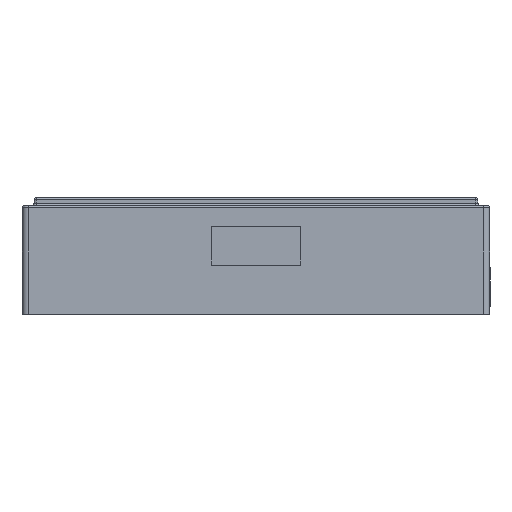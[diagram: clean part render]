
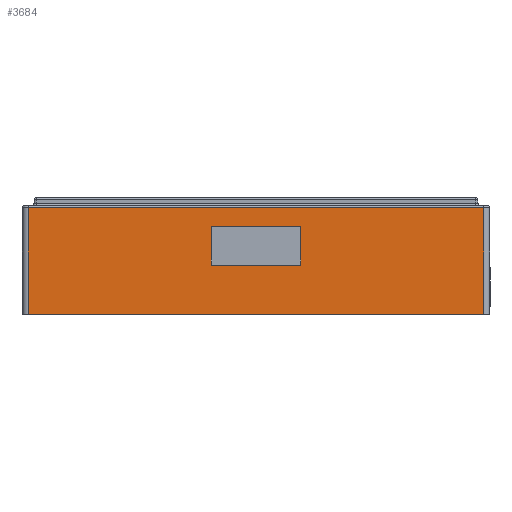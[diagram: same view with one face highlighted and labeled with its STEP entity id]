
A CAD part, front view. The second image highlights one B-rep face of the part: STEP entity #3684.
In plain terms, the highlighted planar face has unit normal (0, -1, 0).
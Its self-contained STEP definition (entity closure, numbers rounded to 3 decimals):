
#433 = ORIENTED_EDGE ( 'NONE', *, *, #7854, .F. ) ;
#548 = DIRECTION ( 'NONE',  ( 0., 1., 0. ) ) ;
#568 = CARTESIAN_POINT ( 'NONE',  ( -5.85, -6., 2.74 ) ) ;
#694 = VECTOR ( 'NONE', #7919, 1000. ) ;
#1095 = DIRECTION ( 'NONE',  ( 1., 0., 0. ) ) ;
#1207 = VERTEX_POINT ( 'NONE', #11474 ) ;
#1386 = CARTESIAN_POINT ( 'NONE',  ( 5.85, -6., 3. ) ) ;
#1625 = ORIENTED_EDGE ( 'NONE', *, *, #11335, .T. ) ;
#1830 = VERTEX_POINT ( 'NONE', #2573 ) ;
#1941 = ORIENTED_EDGE ( 'NONE', *, *, #11321, .F. ) ;
#2573 = CARTESIAN_POINT ( 'NONE',  ( -1.15, -6., 1.266 ) ) ;
#2927 = PLANE ( 'NONE',  #3334 ) ;
#3146 = CARTESIAN_POINT ( 'NONE',  ( -5.85, -6., 3. ) ) ;
#3198 = CARTESIAN_POINT ( 'NONE',  ( -1.15, -6., 1.266 ) ) ;
#3325 = VECTOR ( 'NONE', #9721, 1000. ) ;
#3334 = AXIS2_PLACEMENT_3D ( 'NONE', #3880, #548, #5036 ) ;
#3629 = DIRECTION ( 'NONE',  ( 0., 0., 1. ) ) ;
#3684 = ADVANCED_FACE ( 'NONE', ( #11517, #8426 ), #2927, .F. ) ;
#3880 = CARTESIAN_POINT ( 'NONE',  ( -5.85, -6., 3. ) ) ;
#4197 = DIRECTION ( 'NONE',  ( 1., 0., 0. ) ) ;
#4325 = ORIENTED_EDGE ( 'NONE', *, *, #7104, .T. ) ;
#4899 = CARTESIAN_POINT ( 'NONE',  ( 5.85, -6., 0. ) ) ;
#4976 = VECTOR ( 'NONE', #13712, 1000. ) ;
#5036 = DIRECTION ( 'NONE',  ( -1., 0., 0. ) ) ;
#5908 = CARTESIAN_POINT ( 'NONE',  ( 1.15, -6., 2.266 ) ) ;
#5980 = LINE ( 'NONE', #1386, #4976 ) ;
#6225 = VERTEX_POINT ( 'NONE', #8062 ) ;
#6295 = VECTOR ( 'NONE', #1095, 1000. ) ;
#6449 = LINE ( 'NONE', #13168, #3325 ) ;
#6591 = DIRECTION ( 'NONE',  ( 0., 0., -1. ) ) ;
#6869 = CARTESIAN_POINT ( 'NONE',  ( -5.85, -6., 0. ) ) ;
#6896 = VECTOR ( 'NONE', #11093, 1000. ) ;
#6899 = LINE ( 'NONE', #10224, #6896 ) ;
#7104 = EDGE_CURVE ( 'NONE', #10032, #11273, #10758, .T. ) ;
#7214 = ORIENTED_EDGE ( 'NONE', *, *, #9487, .F. ) ;
#7730 = EDGE_CURVE ( 'NONE', #1830, #1207, #13083, .T. ) ;
#7786 = CARTESIAN_POINT ( 'NONE',  ( -1.15, -6., 2.266 ) ) ;
#7854 = EDGE_CURVE ( 'NONE', #6225, #11273, #5980, .T. ) ;
#7919 = DIRECTION ( 'NONE',  ( -1., 0., 0. ) ) ;
#7999 = LINE ( 'NONE', #7786, #694 ) ;
#8062 = CARTESIAN_POINT ( 'NONE',  ( 5.85, -6., 2.74 ) ) ;
#8097 = CARTESIAN_POINT ( 'NONE',  ( 1.15, -6., 1.266 ) ) ;
#8168 = VECTOR ( 'NONE', #6591, 1000. ) ;
#8426 = FACE_OUTER_BOUND ( 'NONE', #12400, .T. ) ;
#8479 = VECTOR ( 'NONE', #4197, 1000. ) ;
#8637 = EDGE_CURVE ( 'NONE', #1207, #13978, #9123, .T. ) ;
#8747 = ORIENTED_EDGE ( 'NONE', *, *, #9441, .T. ) ;
#9007 = VERTEX_POINT ( 'NONE', #568 ) ;
#9123 = LINE ( 'NONE', #8097, #11986 ) ;
#9127 = EDGE_LOOP ( 'NONE', ( #1941, #7214, #12478, #9837 ) ) ;
#9441 = EDGE_CURVE ( 'NONE', #6225, #9007, #6899, .T. ) ;
#9487 = EDGE_CURVE ( 'NONE', #13978, #12048, #7999, .T. ) ;
#9721 = DIRECTION ( 'NONE',  ( 0., 0., -1. ) ) ;
#9832 = CARTESIAN_POINT ( 'NONE',  ( -5.85, -6., 0. ) ) ;
#9837 = ORIENTED_EDGE ( 'NONE', *, *, #7730, .F. ) ;
#10032 = VERTEX_POINT ( 'NONE', #6869 ) ;
#10224 = CARTESIAN_POINT ( 'NONE',  ( -5.85, -6., 2.74 ) ) ;
#10758 = LINE ( 'NONE', #9832, #8479 ) ;
#11093 = DIRECTION ( 'NONE',  ( -1., 0., 0. ) ) ;
#11273 = VERTEX_POINT ( 'NONE', #4899 ) ;
#11321 = EDGE_CURVE ( 'NONE', #12048, #1830, #6449, .T. ) ;
#11335 = EDGE_CURVE ( 'NONE', #9007, #10032, #12956, .T. ) ;
#11474 = CARTESIAN_POINT ( 'NONE',  ( 1.15, -6., 1.266 ) ) ;
#11517 = FACE_BOUND ( 'NONE', #9127, .T. ) ;
#11910 = CARTESIAN_POINT ( 'NONE',  ( -1.15, -6., 2.266 ) ) ;
#11986 = VECTOR ( 'NONE', #3629, 1000. ) ;
#12048 = VERTEX_POINT ( 'NONE', #11910 ) ;
#12400 = EDGE_LOOP ( 'NONE', ( #433, #8747, #1625, #4325 ) ) ;
#12478 = ORIENTED_EDGE ( 'NONE', *, *, #8637, .F. ) ;
#12956 = LINE ( 'NONE', #3146, #8168 ) ;
#13083 = LINE ( 'NONE', #3198, #6295 ) ;
#13168 = CARTESIAN_POINT ( 'NONE',  ( -1.15, -6., 1.266 ) ) ;
#13712 = DIRECTION ( 'NONE',  ( 0., 0., -1. ) ) ;
#13978 = VERTEX_POINT ( 'NONE', #5908 ) ;
